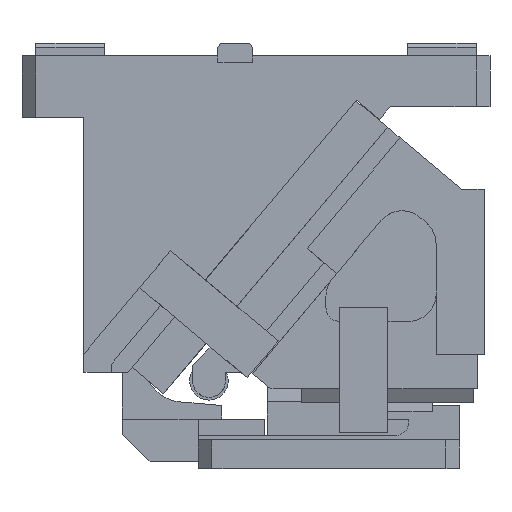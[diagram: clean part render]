
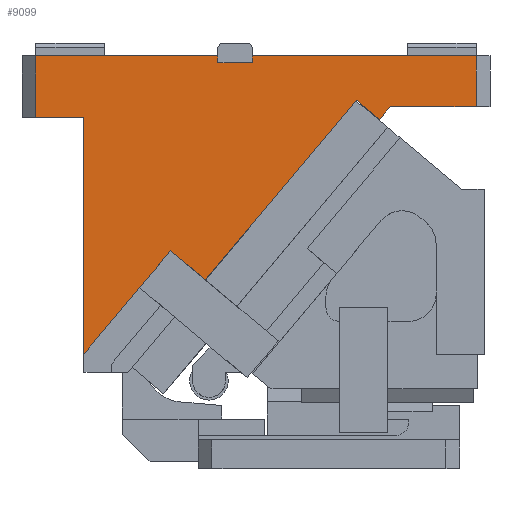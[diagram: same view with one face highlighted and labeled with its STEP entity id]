
A CAD part, front view. The second image highlights one B-rep face of the part: STEP entity #9099.
In plain terms, the highlighted planar face has unit normal (0, -1, 0).
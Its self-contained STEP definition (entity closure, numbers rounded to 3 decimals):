
#8337=CARTESIAN_POINT('Vertex',(-118.,-82.5,300.)) ;
#8340=CARTESIAN_POINT('Line Origine',(-51.829,-82.5,300.)) ;
#8344=CARTESIAN_POINT('Vertex',(14.341,-82.5,300.)) ;
#8582=CARTESIAN_POINT('Vertex',(-83.,-82.5,255.)) ;
#8585=CARTESIAN_POINT('Line Origine',(-100.5,-82.5,255.)) ;
#8589=CARTESIAN_POINT('Vertex',(-118.,-82.5,255.)) ;
#8959=CARTESIAN_POINT('Line Origine',(-118.,-82.5,277.5)) ;
#8971=CARTESIAN_POINT('Axis2P3D Location',(-4.821,-82.5,177.225)) ;
#8976=CARTESIAN_POINT('Line Origine',(-83.,-82.5,169.5)) ;
#8980=CARTESIAN_POINT('Vertex',(-83.,-82.5,84.)) ;
#8983=CARTESIAN_POINT('Line Origine',(-82.705,-82.5,84.)) ;
#8987=CARTESIAN_POINT('Vertex',(-82.41,-82.5,84.)) ;
#8990=CARTESIAN_POINT('Line Origine',(-62.463,-82.5,107.772)) ;
#8994=CARTESIAN_POINT('Vertex',(-42.516,-82.5,131.543)) ;
#8997=CARTESIAN_POINT('Line Origine',(-40.909,-82.5,133.458)) ;
#9001=CARTESIAN_POINT('Vertex',(-39.302,-82.5,135.374)) ;
#9004=CARTESIAN_POINT('Line Origine',(-29.66,-82.5,146.864)) ;
#9008=CARTESIAN_POINT('Vertex',(-20.019,-82.5,158.355)) ;
#9011=CARTESIAN_POINT('Line Origine',(-7.379,-82.5,147.749)) ;
#9015=CARTESIAN_POINT('Vertex',(5.261,-82.5,137.143)) ;
#9018=CARTESIAN_POINT('Line Origine',(60.058,-82.5,202.448)) ;
#9022=CARTESIAN_POINT('Vertex',(114.856,-82.5,267.753)) ;
#9025=CARTESIAN_POINT('Line Origine',(123.283,-82.5,260.683)) ;
#9029=CARTESIAN_POINT('Vertex',(131.709,-82.5,253.612)) ;
#9032=CARTESIAN_POINT('Line Origine',(135.648,-82.5,258.306)) ;
#9036=CARTESIAN_POINT('Vertex',(139.586,-82.5,263.)) ;
#9039=CARTESIAN_POINT('Line Origine',(170.793,-82.5,263.)) ;
#9043=CARTESIAN_POINT('Vertex',(202.,-82.5,263.)) ;
#9046=CARTESIAN_POINT('Line Origine',(202.,-82.5,281.5)) ;
#9050=CARTESIAN_POINT('Vertex',(202.,-82.5,300.)) ;
#9053=CARTESIAN_POINT('Line Origine',(120.671,-82.5,300.)) ;
#9057=CARTESIAN_POINT('Vertex',(39.341,-82.5,300.)) ;
#9060=CARTESIAN_POINT('Line Origine',(39.341,-82.5,297.5)) ;
#9064=CARTESIAN_POINT('Vertex',(39.341,-82.5,295.)) ;
#9067=CARTESIAN_POINT('Line Origine',(26.841,-82.5,295.)) ;
#9071=CARTESIAN_POINT('Vertex',(14.341,-82.5,295.)) ;
#9074=CARTESIAN_POINT('Line Origine',(14.341,-82.5,297.5)) ;
#8341=DIRECTION('Vector Direction',(1.,0.,0.)) ;
#8586=DIRECTION('Vector Direction',(1.,0.,0.)) ;
#8960=DIRECTION('Vector Direction',(0.,0.,1.)) ;
#8972=DIRECTION('Axis2P3D Direction',(0.,-1.,0.)) ;
#8973=DIRECTION('Axis2P3D XDirection',(1.,0.,0.)) ;
#8977=DIRECTION('Vector Direction',(0.,0.,1.)) ;
#8984=DIRECTION('Vector Direction',(1.,0.,0.)) ;
#8991=DIRECTION('Vector Direction',(-0.643,0.,-0.766)) ;
#8998=DIRECTION('Vector Direction',(-0.643,0.,-0.766)) ;
#9005=DIRECTION('Vector Direction',(-0.643,0.,-0.766)) ;
#9012=DIRECTION('Vector Direction',(0.766,0.,-0.643)) ;
#9019=DIRECTION('Vector Direction',(-0.643,0.,-0.766)) ;
#9026=DIRECTION('Vector Direction',(-0.766,0.,0.643)) ;
#9033=DIRECTION('Vector Direction',(-0.643,0.,-0.766)) ;
#9040=DIRECTION('Vector Direction',(-1.,0.,0.)) ;
#9047=DIRECTION('Vector Direction',(0.,0.,1.)) ;
#9054=DIRECTION('Vector Direction',(1.,0.,0.)) ;
#9061=DIRECTION('Vector Direction',(0.,0.,-1.)) ;
#9068=DIRECTION('Vector Direction',(1.,0.,0.)) ;
#9075=DIRECTION('Vector Direction',(0.,0.,-1.)) ;
#8974=AXIS2_PLACEMENT_3D('Plane Axis2P3D',#8971,#8972,#8973) ;
#9080=ORIENTED_EDGE('',*,*,#8591,.F.) ;
#9081=ORIENTED_EDGE('',*,*,#8982,.F.) ;
#9082=ORIENTED_EDGE('',*,*,#8989,.T.) ;
#9083=ORIENTED_EDGE('',*,*,#8996,.F.) ;
#9084=ORIENTED_EDGE('',*,*,#9003,.F.) ;
#9085=ORIENTED_EDGE('',*,*,#9010,.F.) ;
#9086=ORIENTED_EDGE('',*,*,#9017,.T.) ;
#9087=ORIENTED_EDGE('',*,*,#9024,.F.) ;
#9088=ORIENTED_EDGE('',*,*,#9031,.F.) ;
#9089=ORIENTED_EDGE('',*,*,#9038,.F.) ;
#9090=ORIENTED_EDGE('',*,*,#9045,.F.) ;
#9091=ORIENTED_EDGE('',*,*,#9052,.T.) ;
#9092=ORIENTED_EDGE('',*,*,#9059,.F.) ;
#9093=ORIENTED_EDGE('',*,*,#9066,.T.) ;
#9094=ORIENTED_EDGE('',*,*,#9073,.F.) ;
#9095=ORIENTED_EDGE('',*,*,#9078,.F.) ;
#9096=ORIENTED_EDGE('',*,*,#8346,.F.) ;
#9097=ORIENTED_EDGE('',*,*,#8963,.F.) ;
#8342=VECTOR('Line Direction',#8341,1.) ;
#8587=VECTOR('Line Direction',#8586,1.) ;
#8961=VECTOR('Line Direction',#8960,1.) ;
#8978=VECTOR('Line Direction',#8977,1.) ;
#8985=VECTOR('Line Direction',#8984,1.) ;
#8992=VECTOR('Line Direction',#8991,1.) ;
#8999=VECTOR('Line Direction',#8998,1.) ;
#9006=VECTOR('Line Direction',#9005,1.) ;
#9013=VECTOR('Line Direction',#9012,1.) ;
#9020=VECTOR('Line Direction',#9019,1.) ;
#9027=VECTOR('Line Direction',#9026,1.) ;
#9034=VECTOR('Line Direction',#9033,1.) ;
#9041=VECTOR('Line Direction',#9040,1.) ;
#9048=VECTOR('Line Direction',#9047,1.) ;
#9055=VECTOR('Line Direction',#9054,1.) ;
#9062=VECTOR('Line Direction',#9061,1.) ;
#9069=VECTOR('Line Direction',#9068,1.) ;
#9076=VECTOR('Line Direction',#9075,1.) ;
#9099=ADVANCED_FACE('CAM HOLDER',(#9098),#8975,.T.) ;
#8346=EDGE_CURVE('',#8338,#8345,#8343,.T.) ;
#8591=EDGE_CURVE('',#8583,#8590,#8588,.F.) ;
#8963=EDGE_CURVE('',#8590,#8338,#8962,.T.) ;
#8982=EDGE_CURVE('',#8981,#8583,#8979,.T.) ;
#8989=EDGE_CURVE('',#8981,#8988,#8986,.T.) ;
#8996=EDGE_CURVE('',#8995,#8988,#8993,.T.) ;
#9003=EDGE_CURVE('',#9002,#8995,#9000,.T.) ;
#9010=EDGE_CURVE('',#9009,#9002,#9007,.T.) ;
#9017=EDGE_CURVE('',#9009,#9016,#9014,.T.) ;
#9024=EDGE_CURVE('',#9023,#9016,#9021,.T.) ;
#9031=EDGE_CURVE('',#9030,#9023,#9028,.T.) ;
#9038=EDGE_CURVE('',#9037,#9030,#9035,.T.) ;
#9045=EDGE_CURVE('',#9044,#9037,#9042,.T.) ;
#9052=EDGE_CURVE('',#9044,#9051,#9049,.T.) ;
#9059=EDGE_CURVE('',#9058,#9051,#9056,.T.) ;
#9066=EDGE_CURVE('',#9058,#9065,#9063,.T.) ;
#9073=EDGE_CURVE('',#9072,#9065,#9070,.T.) ;
#9078=EDGE_CURVE('',#8345,#9072,#9077,.T.) ;
#9079=EDGE_LOOP('',(#9080,#9081,#9082,#9083,#9084,#9085,#9086,#9087,#9088,#9089,#9090,#9091,#9092,#9093,#9094,#9095,#9096,#9097)) ;
#9098=FACE_OUTER_BOUND('',#9079,.T.) ;
#8343=LINE('Line',#8340,#8342) ;
#8588=LINE('Line',#8585,#8587) ;
#8962=LINE('Line',#8959,#8961) ;
#8979=LINE('Line',#8976,#8978) ;
#8986=LINE('Line',#8983,#8985) ;
#8993=LINE('Line',#8990,#8992) ;
#9000=LINE('Line',#8997,#8999) ;
#9007=LINE('Line',#9004,#9006) ;
#9014=LINE('Line',#9011,#9013) ;
#9021=LINE('Line',#9018,#9020) ;
#9028=LINE('Line',#9025,#9027) ;
#9035=LINE('Line',#9032,#9034) ;
#9042=LINE('Line',#9039,#9041) ;
#9049=LINE('Line',#9046,#9048) ;
#9056=LINE('Line',#9053,#9055) ;
#9063=LINE('Line',#9060,#9062) ;
#9070=LINE('Line',#9067,#9069) ;
#9077=LINE('Line',#9074,#9076) ;
#8975=PLANE('Plane',#8974) ;
#8338=VERTEX_POINT('',#8337) ;
#8345=VERTEX_POINT('',#8344) ;
#8583=VERTEX_POINT('',#8582) ;
#8590=VERTEX_POINT('',#8589) ;
#8981=VERTEX_POINT('',#8980) ;
#8988=VERTEX_POINT('',#8987) ;
#8995=VERTEX_POINT('',#8994) ;
#9002=VERTEX_POINT('',#9001) ;
#9009=VERTEX_POINT('',#9008) ;
#9016=VERTEX_POINT('',#9015) ;
#9023=VERTEX_POINT('',#9022) ;
#9030=VERTEX_POINT('',#9029) ;
#9037=VERTEX_POINT('',#9036) ;
#9044=VERTEX_POINT('',#9043) ;
#9051=VERTEX_POINT('',#9050) ;
#9058=VERTEX_POINT('',#9057) ;
#9065=VERTEX_POINT('',#9064) ;
#9072=VERTEX_POINT('',#9071) ;
